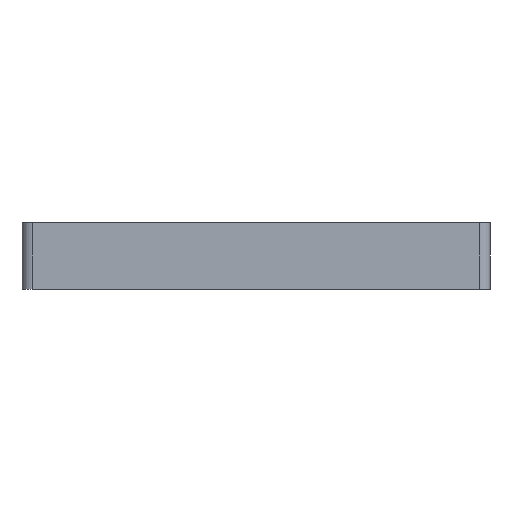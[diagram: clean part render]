
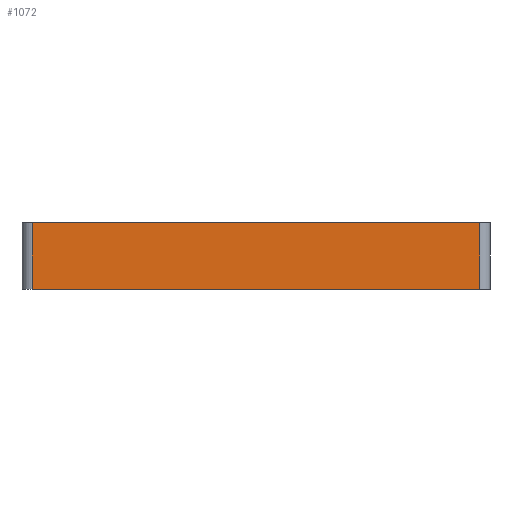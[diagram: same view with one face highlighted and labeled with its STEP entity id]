
A CAD part, front view. The second image highlights one B-rep face of the part: STEP entity #1072.
In plain terms, the highlighted planar face has unit normal (0, -1, 0).
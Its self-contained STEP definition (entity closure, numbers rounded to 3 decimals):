
#211 = VERTEX_POINT ( 'NONE', #546 ) ;
#212 = EDGE_CURVE ( 'NONE', #543, #711, #817, .T. ) ;
#235 = VERTEX_POINT ( 'NONE', #976 ) ;
#300 = CARTESIAN_POINT ( 'NONE',  ( 88., -110., 12.7 ) ) ;
#331 = EDGE_CURVE ( 'NONE', #211, #543, #1050, .T. ) ;
#332 = CARTESIAN_POINT ( 'NONE',  ( 0., -110., 12.7 ) ) ;
#338 = LINE ( 'NONE', #332, #404 ) ;
#367 = CARTESIAN_POINT ( 'NONE',  ( 88., -110., 0. ) ) ;
#386 = VECTOR ( 'NONE', #878, 1000. ) ;
#404 = VECTOR ( 'NONE', #662, 1000. ) ;
#440 = FACE_OUTER_BOUND ( 'NONE', #766, .T. ) ;
#486 = CARTESIAN_POINT ( 'NONE',  ( 2., -110., 12.7 ) ) ;
#492 = ORIENTED_EDGE ( 'NONE', *, *, #884, .T. ) ;
#511 = DIRECTION ( 'NONE',  ( 1., 0., 0. ) ) ;
#543 = VERTEX_POINT ( 'NONE', #367 ) ;
#546 = CARTESIAN_POINT ( 'NONE',  ( 2., -110., 0. ) ) ;
#551 = DIRECTION ( 'NONE',  ( 0., 1., 0. ) ) ;
#564 = DIRECTION ( 'NONE',  ( 0., 0., -1. ) ) ;
#576 = VECTOR ( 'NONE', #564, 1000. ) ;
#662 = DIRECTION ( 'NONE',  ( 1., 0., 0. ) ) ;
#680 = CARTESIAN_POINT ( 'NONE',  ( 88., -110., 12.7 ) ) ;
#711 = VERTEX_POINT ( 'NONE', #680 ) ;
#714 = VECTOR ( 'NONE', #511, 1000. ) ;
#766 = EDGE_LOOP ( 'NONE', ( #846, #492, #939, #1073 ) ) ;
#802 = PLANE ( 'NONE',  #927 ) ;
#817 = LINE ( 'NONE', #300, #386 ) ;
#837 = CARTESIAN_POINT ( 'NONE',  ( 0., -110., 0. ) ) ;
#846 = ORIENTED_EDGE ( 'NONE', *, *, #873, .F. ) ;
#873 = EDGE_CURVE ( 'NONE', #235, #711, #338, .T. ) ;
#878 = DIRECTION ( 'NONE',  ( 0., 0., 1. ) ) ;
#884 = EDGE_CURVE ( 'NONE', #235, #211, #964, .T. ) ;
#900 = CARTESIAN_POINT ( 'NONE',  ( 0., -110., 12.7 ) ) ;
#927 = AXIS2_PLACEMENT_3D ( 'NONE', #900, #551, #969 ) ;
#939 = ORIENTED_EDGE ( 'NONE', *, *, #331, .T. ) ;
#964 = LINE ( 'NONE', #486, #576 ) ;
#969 = DIRECTION ( 'NONE',  ( 0., 0., 1. ) ) ;
#976 = CARTESIAN_POINT ( 'NONE',  ( 2., -110., 12.7 ) ) ;
#1050 = LINE ( 'NONE', #837, #714 ) ;
#1072 = ADVANCED_FACE ( 'NONE', ( #440 ), #802, .F. ) ;
#1073 = ORIENTED_EDGE ( 'NONE', *, *, #212, .T. ) ;
